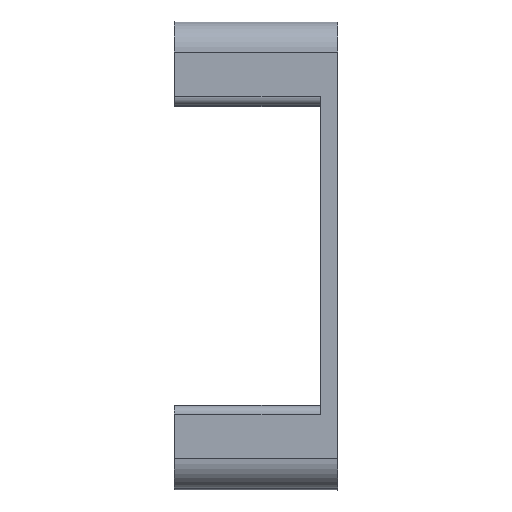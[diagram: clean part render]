
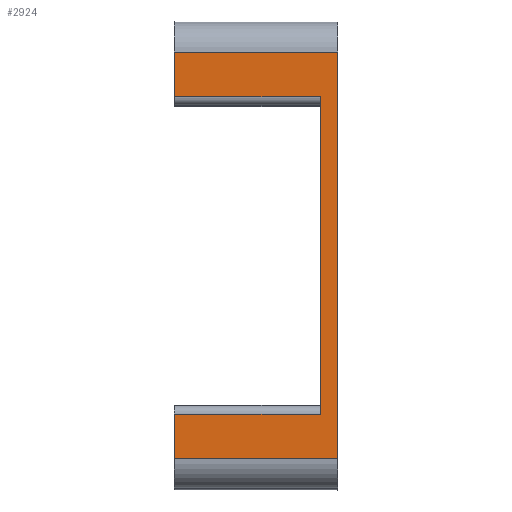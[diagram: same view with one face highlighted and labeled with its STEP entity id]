
A CAD part, left-side view. The second image highlights one B-rep face of the part: STEP entity #2924.
In plain terms, the highlighted planar face has unit normal (-1, 0, 0).
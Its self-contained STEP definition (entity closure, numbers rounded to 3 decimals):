
#226=FACE_OUTER_BOUND('',#397,.T.);
#397=EDGE_LOOP('',(#2511,#2512,#2513,#2514,#2515,#2516,#2517,#2518));
#432=LINE('',#3992,#767);
#433=LINE('',#4000,#768);
#447=LINE('',#4052,#782);
#455=LINE('',#4074,#790);
#477=LINE('',#4161,#812);
#747=LINE('',#4755,#1082);
#751=LINE('',#4766,#1086);
#752=LINE('',#4767,#1087);
#767=VECTOR('',#3204,10.);
#768=VECTOR('',#3211,10.);
#782=VECTOR('',#3259,10.);
#790=VECTOR('',#3281,10.);
#812=VECTOR('',#3369,10.);
#1082=VECTOR('',#3907,10.);
#1086=VECTOR('',#3919,10.);
#1087=VECTOR('',#3920,10.);
#1181=VERTEX_POINT('',#3978);
#1187=VERTEX_POINT('',#3990);
#1189=VERTEX_POINT('',#3996);
#1191=VERTEX_POINT('',#3999);
#1212=VERTEX_POINT('',#4050);
#1219=VERTEX_POINT('',#4072);
#1251=VERTEX_POINT('',#4159);
#1444=VERTEX_POINT('',#4765);
#1461=EDGE_CURVE('',#1181,#1187,#432,.T.);
#1464=EDGE_CURVE('',#1191,#1189,#433,.T.);
#1490=EDGE_CURVE('',#1187,#1212,#447,.T.);
#1501=EDGE_CURVE('',#1189,#1219,#455,.T.);
#1543=EDGE_CURVE('',#1212,#1251,#477,.T.);
#1839=EDGE_CURVE('',#1191,#1251,#747,.T.);
#1844=EDGE_CURVE('',#1444,#1219,#751,.T.);
#1845=EDGE_CURVE('',#1181,#1444,#752,.T.);
#2511=ORIENTED_EDGE('',*,*,#1461,.T.);
#2512=ORIENTED_EDGE('',*,*,#1490,.T.);
#2513=ORIENTED_EDGE('',*,*,#1543,.T.);
#2514=ORIENTED_EDGE('',*,*,#1839,.F.);
#2515=ORIENTED_EDGE('',*,*,#1464,.T.);
#2516=ORIENTED_EDGE('',*,*,#1501,.T.);
#2517=ORIENTED_EDGE('',*,*,#1844,.F.);
#2518=ORIENTED_EDGE('',*,*,#1845,.F.);
#2786=PLANE('',#3158);
#2924=ADVANCED_FACE('',(#226),#2786,.T.);
#3158=AXIS2_PLACEMENT_3D('',#4764,#3917,#3918);
#3204=DIRECTION('',(0.,0.,-1.));
#3211=DIRECTION('',(0.,0.,-1.));
#3259=DIRECTION('',(0.,-1.,0.));
#3281=DIRECTION('',(0.,-1.,0.));
#3369=DIRECTION('',(0.,0.,1.));
#3907=DIRECTION('',(0.,-1.,0.));
#3917=DIRECTION('center_axis',(-1.,0.,0.));
#3918=DIRECTION('ref_axis',(0.,0.,-1.));
#3919=DIRECTION('',(0.,0.,1.));
#3920=DIRECTION('',(0.,-1.,0.));
#3978=CARTESIAN_POINT('',(-24.953,-36.376,24.804));
#3990=CARTESIAN_POINT('',(-24.953,-36.376,19.604));
#3992=CARTESIAN_POINT('',(-24.953,-36.376,25.304));
#3996=CARTESIAN_POINT('',(-24.953,-36.376,61.804));
#3999=CARTESIAN_POINT('',(-24.953,-36.376,67.004));
#4000=CARTESIAN_POINT('',(-24.953,-36.376,42.804));
#4050=CARTESIAN_POINT('',(-24.953,-55.376,19.604));
#4052=CARTESIAN_POINT('',(-24.953,-33.376,19.604));
#4072=CARTESIAN_POINT('',(-24.953,-53.376,61.804));
#4074=CARTESIAN_POINT('',(-24.953,-33.376,61.804));
#4159=CARTESIAN_POINT('',(-24.953,-55.376,67.004));
#4161=CARTESIAN_POINT('',(-24.953,-55.376,34.131));
#4755=CARTESIAN_POINT('',(-24.953,-33.376,67.004));
#4764=CARTESIAN_POINT('Origin',(-24.953,-33.376,24.804));
#4765=CARTESIAN_POINT('',(-24.953,-53.376,24.804));
#4766=CARTESIAN_POINT('',(-24.953,-53.376,31.606));
#4767=CARTESIAN_POINT('',(-24.953,-33.376,24.804));
